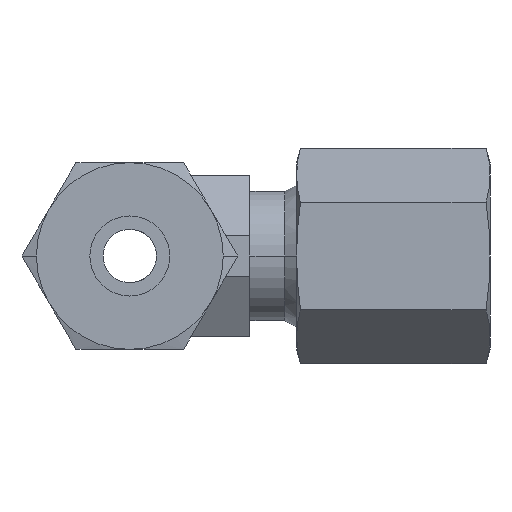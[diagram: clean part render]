
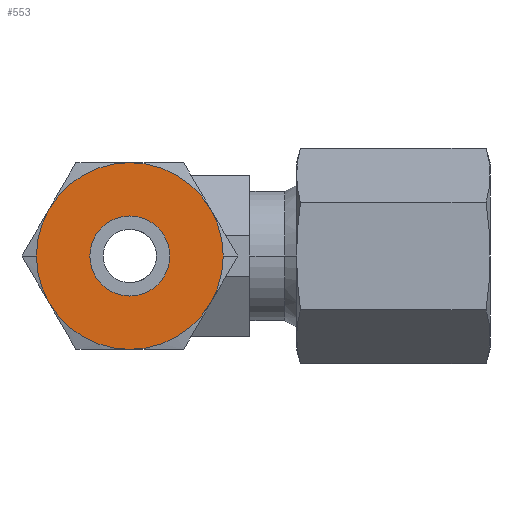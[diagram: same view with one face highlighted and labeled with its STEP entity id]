
A CAD part, left-side view. The second image highlights one B-rep face of the part: STEP entity #553.
In plain terms, the highlighted planar face has unit normal (-1, 0, 0).
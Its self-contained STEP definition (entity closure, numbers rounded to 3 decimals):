
#553 = ADVANCED_FACE( '', ( #999, #1000 ), #1001, .T. );
#999 = FACE_OUTER_BOUND( '', #1496, .T. );
#1000 = FACE_BOUND( '', #1497, .T. );
#1001 = PLANE( '', #1498 );
#1496 = EDGE_LOOP( '', ( #3014, #3015, #3016, #3017, #3018, #3019, #3020, #3021 ) );
#1497 = EDGE_LOOP( '', ( #3022, #3023 ) );
#1498 = AXIS2_PLACEMENT_3D( '', #3024, #3025, #3026 );
#3014 = ORIENTED_EDGE( '', *, *, #3783, .F. );
#3015 = ORIENTED_EDGE( '', *, *, #3784, .F. );
#3016 = ORIENTED_EDGE( '', *, *, #3779, .F. );
#3017 = ORIENTED_EDGE( '', *, *, #3780, .F. );
#3018 = ORIENTED_EDGE( '', *, *, #3740, .F. );
#3019 = ORIENTED_EDGE( '', *, *, #3781, .F. );
#3020 = ORIENTED_EDGE( '', *, *, #3782, .F. );
#3021 = ORIENTED_EDGE( '', *, *, #3736, .F. );
#3022 = ORIENTED_EDGE( '', *, *, #3790, .T. );
#3023 = ORIENTED_EDGE( '', *, *, #3720, .T. );
#3024 = CARTESIAN_POINT( '', ( -27., -5., 0. ) );
#3025 = DIRECTION( '', ( -1., 0., 0. ) );
#3026 = DIRECTION( '', ( 0., 1., 0. ) );
#3720 = EDGE_CURVE( '', #4471, #4468, #4472, .T. );
#3736 = EDGE_CURVE( '', #4496, #4499, #4500, .T. );
#3740 = EDGE_CURVE( '', #4505, #4503, #4507, .T. );
#3779 = EDGE_CURVE( '', #4523, #4542, #4568, .T. );
#3780 = EDGE_CURVE( '', #4503, #4523, #4569, .T. );
#3781 = EDGE_CURVE( '', #4555, #4505, #4570, .T. );
#3782 = EDGE_CURVE( '', #4499, #4555, #4571, .T. );
#3783 = EDGE_CURVE( '', #4535, #4496, #4572, .T. );
#3784 = EDGE_CURVE( '', #4542, #4535, #4573, .T. );
#3790 = EDGE_CURVE( '', #4468, #4471, #4579, .T. );
#4468 = VERTEX_POINT( '', #5738 );
#4471 = VERTEX_POINT( '', #5742 );
#4472 = CIRCLE( '', #5743, 3. );
#4496 = VERTEX_POINT( '', #5776 );
#4499 = VERTEX_POINT( '', #5780 );
#4500 = CIRCLE( '', #5781, 7. );
#4503 = VERTEX_POINT( '', #5793 );
#4505 = VERTEX_POINT( '', #5796 );
#4507 = CIRCLE( '', #5807, 7. );
#4523 = VERTEX_POINT( '', #5853 );
#4535 = VERTEX_POINT( '', #5903 );
#4542 = VERTEX_POINT( '', #5947 );
#4555 = VERTEX_POINT( '', #6024 );
#4568 = CIRCLE( '', #6074, 7. );
#4569 = CIRCLE( '', #6075, 7. );
#4570 = CIRCLE( '', #6076, 7. );
#4571 = CIRCLE( '', #6077, 7. );
#4572 = CIRCLE( '', #6078, 7. );
#4573 = CIRCLE( '', #6079, 7. );
#4579 = CIRCLE( '', #6085, 3. );
#5738 = CARTESIAN_POINT( '', ( -27., -3., 0. ) );
#5742 = CARTESIAN_POINT( '', ( -27., 3., 0. ) );
#5743 = AXIS2_PLACEMENT_3D( '', #7066, #7067, #7068 );
#5776 = CARTESIAN_POINT( '', ( -27., -7., 0. ) );
#5780 = CARTESIAN_POINT( '', ( -27., -6.062, -3.5 ) );
#5781 = AXIS2_PLACEMENT_3D( '', #7094, #7095, #7096 );
#5793 = CARTESIAN_POINT( '', ( -27., 7., 0. ) );
#5796 = CARTESIAN_POINT( '', ( -27., 6.062, -3.5 ) );
#5807 = AXIS2_PLACEMENT_3D( '', #7098, #7099, #7100 );
#5853 = CARTESIAN_POINT( '', ( -27., 6.062, 3.5 ) );
#5903 = CARTESIAN_POINT( '', ( -27., -6.062, 3.5 ) );
#5947 = CARTESIAN_POINT( '', ( -27., 0., 7. ) );
#6024 = CARTESIAN_POINT( '', ( -27., 0., -7. ) );
#6074 = AXIS2_PLACEMENT_3D( '', #7133, #7134, #7135 );
#6075 = AXIS2_PLACEMENT_3D( '', #7136, #7137, #7138 );
#6076 = AXIS2_PLACEMENT_3D( '', #7139, #7140, #7141 );
#6077 = AXIS2_PLACEMENT_3D( '', #7142, #7143, #7144 );
#6078 = AXIS2_PLACEMENT_3D( '', #7145, #7146, #7147 );
#6079 = AXIS2_PLACEMENT_3D( '', #7148, #7149, #7150 );
#6085 = AXIS2_PLACEMENT_3D( '', #7166, #7167, #7168 );
#7066 = CARTESIAN_POINT( '', ( -27., 0., 0. ) );
#7067 = DIRECTION( '', ( 1., 0., 0. ) );
#7068 = DIRECTION( '', ( 0., -1., 0. ) );
#7094 = CARTESIAN_POINT( '', ( -27., 0., 0. ) );
#7095 = DIRECTION( '', ( 1., 0., 0. ) );
#7096 = DIRECTION( '', ( 0., -1., 0. ) );
#7098 = CARTESIAN_POINT( '', ( -27., 0., 0. ) );
#7099 = DIRECTION( '', ( 1., 0., 0. ) );
#7100 = DIRECTION( '', ( 0., -1., 0. ) );
#7133 = CARTESIAN_POINT( '', ( -27., 0., 0. ) );
#7134 = DIRECTION( '', ( 1., 0., 0. ) );
#7135 = DIRECTION( '', ( 0., -1., 0. ) );
#7136 = CARTESIAN_POINT( '', ( -27., 0., 0. ) );
#7137 = DIRECTION( '', ( 1., 0., 0. ) );
#7138 = DIRECTION( '', ( 0., -1., 0. ) );
#7139 = CARTESIAN_POINT( '', ( -27., 0., 0. ) );
#7140 = DIRECTION( '', ( 1., 0., 0. ) );
#7141 = DIRECTION( '', ( 0., -1., 0. ) );
#7142 = CARTESIAN_POINT( '', ( -27., 0., 0. ) );
#7143 = DIRECTION( '', ( 1., 0., 0. ) );
#7144 = DIRECTION( '', ( 0., -1., 0. ) );
#7145 = CARTESIAN_POINT( '', ( -27., 0., 0. ) );
#7146 = DIRECTION( '', ( 1., 0., 0. ) );
#7147 = DIRECTION( '', ( 0., -1., 0. ) );
#7148 = CARTESIAN_POINT( '', ( -27., 0., 0. ) );
#7149 = DIRECTION( '', ( 1., 0., 0. ) );
#7150 = DIRECTION( '', ( 0., -1., 0. ) );
#7166 = CARTESIAN_POINT( '', ( -27., 0., 0. ) );
#7167 = DIRECTION( '', ( 1., 0., 0. ) );
#7168 = DIRECTION( '', ( 0., -1., 0. ) );
